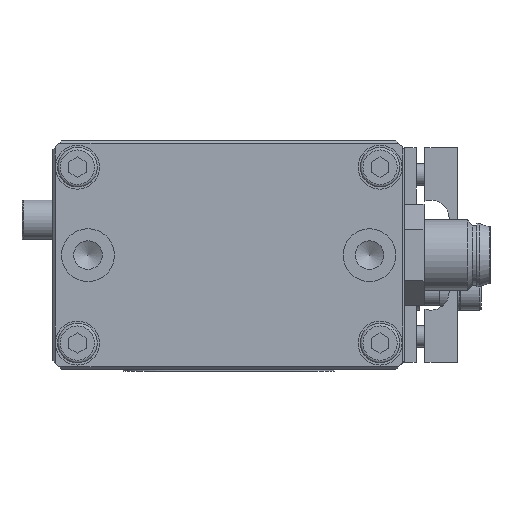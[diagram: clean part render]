
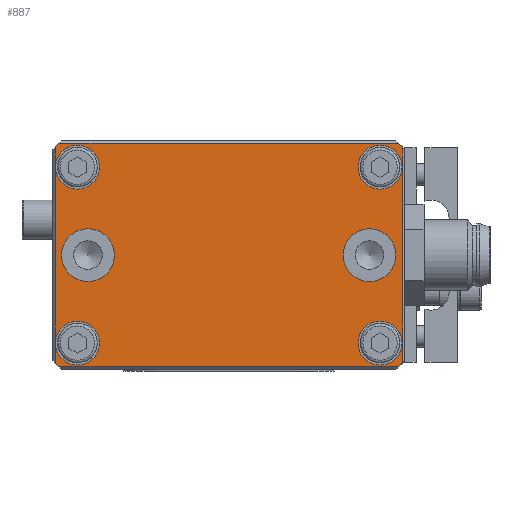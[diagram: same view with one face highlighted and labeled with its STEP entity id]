
A CAD part, front view. The second image highlights one B-rep face of the part: STEP entity #887.
In plain terms, the highlighted planar face has unit normal (0, -1, 0).
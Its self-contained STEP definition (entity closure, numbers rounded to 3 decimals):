
#887 = ADVANCED_FACE( '', ( #2238, #2239, #2240 ), #2241, .F. );
#2238 = FACE_OUTER_BOUND( '', #4289, .T. );
#2239 = FACE_BOUND( '', #4290, .T. );
#2240 = FACE_BOUND( '', #4291, .T. );
#2241 = PLANE( '', #4292 );
#4289 = EDGE_LOOP( '', ( #6453, #6454, #6455, #6456, #6457, #6458, #6459, #6460, #6461, #6462, #6463, #6464, #6465, #6466, #6467, #6468 ) );
#4290 = EDGE_LOOP( '', ( #6469 ) );
#4291 = EDGE_LOOP( '', ( #6470 ) );
#4292 = AXIS2_PLACEMENT_3D( '', #6471, #6472, #6473 );
#6453 = ORIENTED_EDGE( '', *, *, #11894, .F. );
#6454 = ORIENTED_EDGE( '', *, *, #11895, .T. );
#6455 = ORIENTED_EDGE( '', *, *, #11896, .F. );
#6456 = ORIENTED_EDGE( '', *, *, #11897, .T. );
#6457 = ORIENTED_EDGE( '', *, *, #11898, .F. );
#6458 = ORIENTED_EDGE( '', *, *, #11899, .F. );
#6459 = ORIENTED_EDGE( '', *, *, #11900, .F. );
#6460 = ORIENTED_EDGE( '', *, *, #11901, .F. );
#6461 = ORIENTED_EDGE( '', *, *, #11902, .T. );
#6462 = ORIENTED_EDGE( '', *, *, #11903, .T. );
#6463 = ORIENTED_EDGE( '', *, *, #11904, .T. );
#6464 = ORIENTED_EDGE( '', *, *, #11905, .T. );
#6465 = ORIENTED_EDGE( '', *, *, #11906, .T. );
#6466 = ORIENTED_EDGE( '', *, *, #11907, .F. );
#6467 = ORIENTED_EDGE( '', *, *, #11908, .F. );
#6468 = ORIENTED_EDGE( '', *, *, #11909, .F. );
#6469 = ORIENTED_EDGE( '', *, *, #11910, .F. );
#6470 = ORIENTED_EDGE( '', *, *, #11911, .F. );
#6471 = CARTESIAN_POINT( '', ( 0., 0., 0. ) );
#6472 = DIRECTION( '', ( 0., 1., 0. ) );
#6473 = DIRECTION( '', ( 0., 0., 1. ) );
#11894 = EDGE_CURVE( '', #14139, #14140, #14141, .T. );
#11895 = EDGE_CURVE( '', #14139, #14139, #14142, .T. );
#11896 = EDGE_CURVE( '', #14143, #14139, #14144, .T. );
#11897 = EDGE_CURVE( '', #14143, #14143, #14145, .T. );
#11898 = EDGE_CURVE( '', #14146, #14143, #14147, .T. );
#11899 = EDGE_CURVE( '', #14148, #14146, #14149, .T. );
#11900 = EDGE_CURVE( '', #14150, #14148, #14151, .T. );
#11901 = EDGE_CURVE( '', #14152, #14150, #14153, .T. );
#11902 = EDGE_CURVE( '', #14152, #14154, #14155, .T. );
#11903 = EDGE_CURVE( '', #14154, #14154, #14156, .T. );
#11904 = EDGE_CURVE( '', #14154, #14157, #14158, .T. );
#11905 = EDGE_CURVE( '', #14157, #14157, #14159, .T. );
#11906 = EDGE_CURVE( '', #14157, #14160, #14161, .T. );
#11907 = EDGE_CURVE( '', #14162, #14160, #14163, .T. );
#11908 = EDGE_CURVE( '', #14164, #14162, #14165, .T. );
#11909 = EDGE_CURVE( '', #14140, #14164, #14166, .T. );
#11910 = EDGE_CURVE( '', #14167, #14167, #14168, .T. );
#11911 = EDGE_CURVE( '', #14169, #14169, #14170, .T. );
#14139 = VERTEX_POINT( '', #17359 );
#14140 = VERTEX_POINT( '', #17360 );
#14141 = LINE( '', #17361, #17362 );
#14142 = CIRCLE( '', #17363, 2.5 );
#14143 = VERTEX_POINT( '', #17364 );
#14144 = LINE( '', #17365, #17366 );
#14145 = CIRCLE( '', #17367, 2.5 );
#14146 = VERTEX_POINT( '', #17368 );
#14147 = LINE( '', #17369, #17370 );
#14148 = VERTEX_POINT( '', #17371 );
#14149 = LINE( '', #17372, #17373 );
#14150 = VERTEX_POINT( '', #17374 );
#14151 = LINE( '', #17375, #17376 );
#14152 = VERTEX_POINT( '', #17377 );
#14153 = LINE( '', #17378, #17379 );
#14154 = VERTEX_POINT( '', #17380 );
#14155 = LINE( '', #17381, #17382 );
#14156 = CIRCLE( '', #17383, 2.5 );
#14157 = VERTEX_POINT( '', #17384 );
#14158 = LINE( '', #17385, #17386 );
#14159 = CIRCLE( '', #17387, 2.5 );
#14160 = VERTEX_POINT( '', #17388 );
#14161 = LINE( '', #17389, #17390 );
#14162 = VERTEX_POINT( '', #17391 );
#14163 = LINE( '', #17392, #17393 );
#14164 = VERTEX_POINT( '', #17394 );
#14165 = LINE( '', #17395, #17396 );
#14166 = LINE( '', #17397, #17398 );
#14167 = VERTEX_POINT( '', #17399 );
#14168 = CIRCLE( '', #17400, 3. );
#14169 = VERTEX_POINT( '', #17401 );
#14170 = CIRCLE( '', #17402, 3. );
#17359 = CARTESIAN_POINT( '', ( 19.7, 0., -10. ) );
#17360 = CARTESIAN_POINT( '', ( 19.7, 0., -12.3 ) );
#17361 = CARTESIAN_POINT( '', ( 19.7, 0., 20. ) );
#17362 = VECTOR( '', #21479, 1000. );
#17363 = AXIS2_PLACEMENT_3D( '', #21480, #21481, #21482 );
#17364 = CARTESIAN_POINT( '', ( 19.7, 0., 10. ) );
#17365 = CARTESIAN_POINT( '', ( 19.7, 0., 20. ) );
#17366 = VECTOR( '', #21483, 1000. );
#17367 = AXIS2_PLACEMENT_3D( '', #21484, #21485, #21486 );
#17368 = CARTESIAN_POINT( '', ( 19.7, 0., 12.3 ) );
#17369 = CARTESIAN_POINT( '', ( 19.7, 0., 20. ) );
#17370 = VECTOR( '', #21487, 1000. );
#17371 = CARTESIAN_POINT( '', ( 19.3, 0., 12.7 ) );
#17372 = CARTESIAN_POINT( '', ( 19., 0., 13. ) );
#17373 = VECTOR( '', #21488, 1000. );
#17374 = CARTESIAN_POINT( '', ( -19.3, 0., 12.7 ) );
#17375 = CARTESIAN_POINT( '', ( 0., 0., 12.7 ) );
#17376 = VECTOR( '', #21489, 1000. );
#17377 = CARTESIAN_POINT( '', ( -19.7, 0., 12.3 ) );
#17378 = CARTESIAN_POINT( '', ( -20., 0., 12. ) );
#17379 = VECTOR( '', #21490, 1000. );
#17380 = CARTESIAN_POINT( '', ( -19.7, 0., 10. ) );
#17381 = CARTESIAN_POINT( '', ( -19.7, 0., 20. ) );
#17382 = VECTOR( '', #21491, 1000. );
#17383 = AXIS2_PLACEMENT_3D( '', #21492, #21493, #21494 );
#17384 = CARTESIAN_POINT( '', ( -19.7, 0., -10. ) );
#17385 = CARTESIAN_POINT( '', ( -19.7, 0., 20. ) );
#17386 = VECTOR( '', #21495, 1000. );
#17387 = AXIS2_PLACEMENT_3D( '', #21496, #21497, #21498 );
#17388 = CARTESIAN_POINT( '', ( -19.7, 0., -12.3 ) );
#17389 = CARTESIAN_POINT( '', ( -19.7, 0., 20. ) );
#17390 = VECTOR( '', #21499, 1000. );
#17391 = CARTESIAN_POINT( '', ( -19.3, 0., -12.7 ) );
#17392 = CARTESIAN_POINT( '', ( -19., 0., -13. ) );
#17393 = VECTOR( '', #21500, 1000. );
#17394 = CARTESIAN_POINT( '', ( 19.3, 0., -12.7 ) );
#17395 = CARTESIAN_POINT( '', ( 0., 0., -12.7 ) );
#17396 = VECTOR( '', #21501, 1000. );
#17397 = CARTESIAN_POINT( '', ( 20., 0., -12. ) );
#17398 = VECTOR( '', #21502, 1000. );
#17399 = CARTESIAN_POINT( '', ( 16., 0., -3. ) );
#17400 = AXIS2_PLACEMENT_3D( '', #21503, #21504, #21505 );
#17401 = CARTESIAN_POINT( '', ( -16., 0., -3. ) );
#17402 = AXIS2_PLACEMENT_3D( '', #21506, #21507, #21508 );
#21479 = DIRECTION( '', ( 0., 0., -1. ) );
#21480 = CARTESIAN_POINT( '', ( 17.2, 0., -10. ) );
#21481 = DIRECTION( '', ( 0., 1., 0. ) );
#21482 = DIRECTION( '', ( 0., 0., 1. ) );
#21483 = DIRECTION( '', ( 0., 0., -1. ) );
#21484 = CARTESIAN_POINT( '', ( 17.2, 0., 10. ) );
#21485 = DIRECTION( '', ( 0., 1., 0. ) );
#21486 = DIRECTION( '', ( 0., 0., 1. ) );
#21487 = DIRECTION( '', ( 0., 0., -1. ) );
#21488 = DIRECTION( '', ( 0.707, 0., -0.707 ) );
#21489 = DIRECTION( '', ( 1., 0., 0. ) );
#21490 = DIRECTION( '', ( 0.707, 0., 0.707 ) );
#21491 = DIRECTION( '', ( 0., 0., -1. ) );
#21492 = CARTESIAN_POINT( '', ( -17.2, 0., 10. ) );
#21493 = DIRECTION( '', ( 0., 1., 0. ) );
#21494 = DIRECTION( '', ( 0., 0., 1. ) );
#21495 = DIRECTION( '', ( 0., 0., -1. ) );
#21496 = CARTESIAN_POINT( '', ( -17.2, 0., -10. ) );
#21497 = DIRECTION( '', ( 0., 1., 0. ) );
#21498 = DIRECTION( '', ( 0., 0., 1. ) );
#21499 = DIRECTION( '', ( 0., 0., -1. ) );
#21500 = DIRECTION( '', ( -0.707, 0., 0.707 ) );
#21501 = DIRECTION( '', ( -1., 0., 0. ) );
#21502 = DIRECTION( '', ( -0.707, 0., -0.707 ) );
#21503 = CARTESIAN_POINT( '', ( 16., 0., 0. ) );
#21504 = DIRECTION( '', ( 0., -1., 0. ) );
#21505 = DIRECTION( '', ( 0., 0., -1. ) );
#21506 = CARTESIAN_POINT( '', ( -16., 0., 0. ) );
#21507 = DIRECTION( '', ( 0., -1., 0. ) );
#21508 = DIRECTION( '', ( 0., 0., -1. ) );
